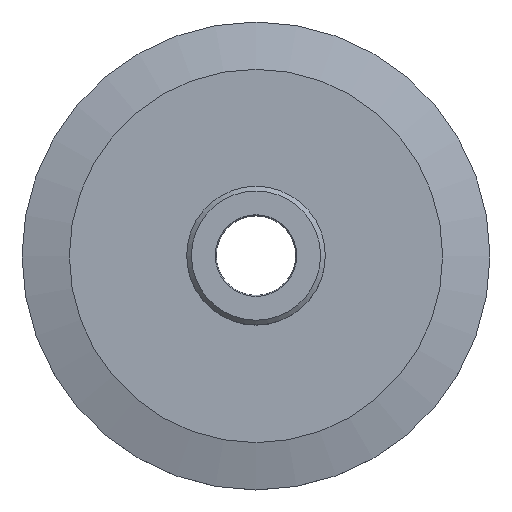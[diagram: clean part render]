
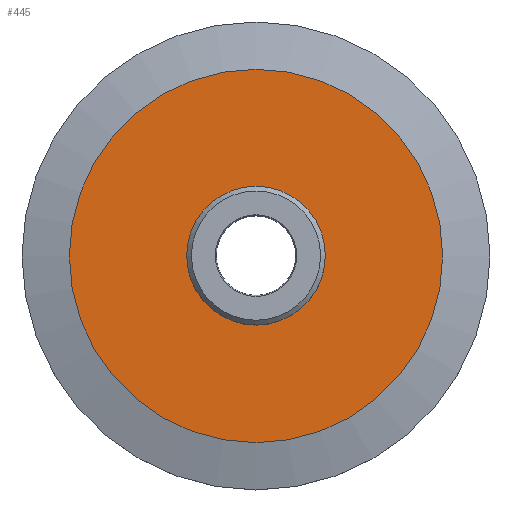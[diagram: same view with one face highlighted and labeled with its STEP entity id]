
A CAD part, top view. The second image highlights one B-rep face of the part: STEP entity #445.
In plain terms, the highlighted planar face has unit normal (0, 0, 1).
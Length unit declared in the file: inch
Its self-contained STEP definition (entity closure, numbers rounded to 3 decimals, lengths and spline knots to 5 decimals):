
#31=PLANE('',#524);
#54=FACE_BOUND('',#145,.T.);
#91=FACE_OUTER_BOUND('',#144,.T.);
#144=EDGE_LOOP('',(#332));
#145=EDGE_LOOP('',(#333));
#204=CIRCLE('',#525,1.17794);
#205=CIRCLE('',#526,0.3775);
#242=VERTEX_POINT('',#771);
#243=VERTEX_POINT('',#773);
#280=EDGE_CURVE('',#242,#242,#204,.T.);
#281=EDGE_CURVE('',#243,#243,#205,.T.);
#332=ORIENTED_EDGE('',*,*,#280,.T.);
#333=ORIENTED_EDGE('',*,*,#281,.T.);
#445=ADVANCED_FACE('',(#91,#54),#31,.T.);
#524=AXIS2_PLACEMENT_3D('',#770,#635,#636);
#525=AXIS2_PLACEMENT_3D('',#772,#637,#638);
#526=AXIS2_PLACEMENT_3D('',#774,#639,#640);
#635=DIRECTION('center_axis',(0.,0.,1.));
#636=DIRECTION('ref_axis',(1.,0.,0.));
#637=DIRECTION('center_axis',(0.,0.,1.));
#638=DIRECTION('ref_axis',(0.,1.,0.));
#639=DIRECTION('center_axis',(0.,0.,-1.));
#640=DIRECTION('ref_axis',(1.,0.,0.));
#770=CARTESIAN_POINT('Origin',(0.,0.,0.05));
#771=CARTESIAN_POINT('',(0.,1.17794,0.05));
#772=CARTESIAN_POINT('Origin',(0.,0.,0.05));
#773=CARTESIAN_POINT('',(0.3775,0.,0.05));
#774=CARTESIAN_POINT('Origin',(0.,0.,0.05));
